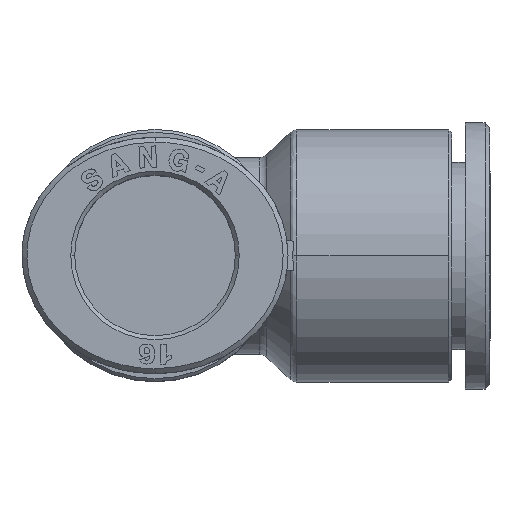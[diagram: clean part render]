
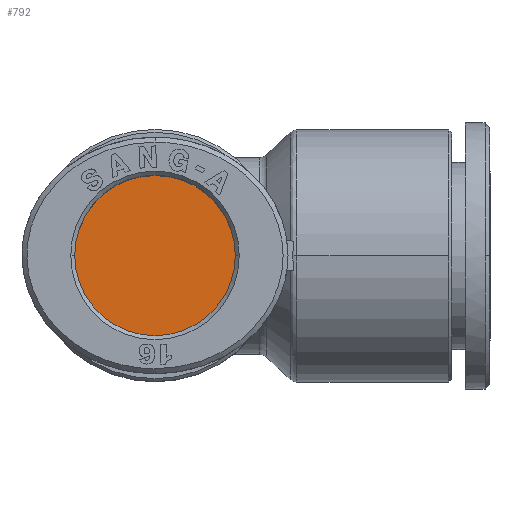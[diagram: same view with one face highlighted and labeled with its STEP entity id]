
A CAD part, top view. The second image highlights one B-rep face of the part: STEP entity #792.
In plain terms, the highlighted planar face has unit normal (0, 0, 1).
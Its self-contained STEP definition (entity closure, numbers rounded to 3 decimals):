
#519 = ORIENTED_EDGE ( 'NONE', *, *, #15019, .T. ) ;
#539 = CARTESIAN_POINT ( 'NONE',  ( 0.5, 0., 9. ) ) ;
#792 = ADVANCED_FACE ( 'NONE', ( #15161 ), #12722, .F. ) ;
#1330 = VERTEX_POINT ( 'NONE', #1644 ) ;
#1644 = CARTESIAN_POINT ( 'NONE',  ( 0.5, -8.15, 9. ) ) ;
#1913 = ORIENTED_EDGE ( 'NONE', *, *, #12356, .T. ) ;
#2205 = DIRECTION ( 'NONE',  ( 0., 0., -1. ) ) ;
#2600 = CARTESIAN_POINT ( 'NONE',  ( 0.5, 0., 9. ) ) ;
#3633 = AXIS2_PLACEMENT_3D ( 'NONE', #539, #2205, #16045 ) ;
#4060 = CARTESIAN_POINT ( 'NONE',  ( 0.5, 8.15, 9. ) ) ;
#4532 = CIRCLE ( 'NONE', #9174, 8.15 ) ;
#4640 = VERTEX_POINT ( 'NONE', #4060 ) ;
#7378 = CARTESIAN_POINT ( 'NONE',  ( 0.5, 0., 9. ) ) ;
#7447 = DIRECTION ( 'NONE',  ( 0., 1., 0. ) ) ;
#8868 = AXIS2_PLACEMENT_3D ( 'NONE', #2600, #13242, #17798 ) ;
#9174 = AXIS2_PLACEMENT_3D ( 'NONE', #7378, #19596, #7447 ) ;
#11776 = EDGE_LOOP ( 'NONE', ( #519, #1913 ) ) ;
#12356 = EDGE_CURVE ( 'NONE', #1330, #4640, #4532, .T. ) ;
#12722 = PLANE ( 'NONE',  #3633 ) ;
#13242 = DIRECTION ( 'NONE',  ( 0., 0., 1. ) ) ;
#14399 = CIRCLE ( 'NONE', #8868, 8.15 ) ;
#15019 = EDGE_CURVE ( 'NONE', #4640, #1330, #14399, .T. ) ;
#15161 = FACE_OUTER_BOUND ( 'NONE', #11776, .T. ) ;
#16045 = DIRECTION ( 'NONE',  ( -1., 0., 0. ) ) ;
#17798 = DIRECTION ( 'NONE',  ( 0., 1., 0. ) ) ;
#19596 = DIRECTION ( 'NONE',  ( 0., 0., 1. ) ) ;
